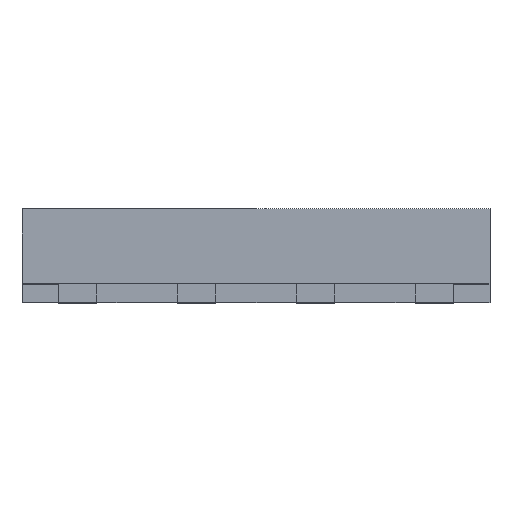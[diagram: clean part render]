
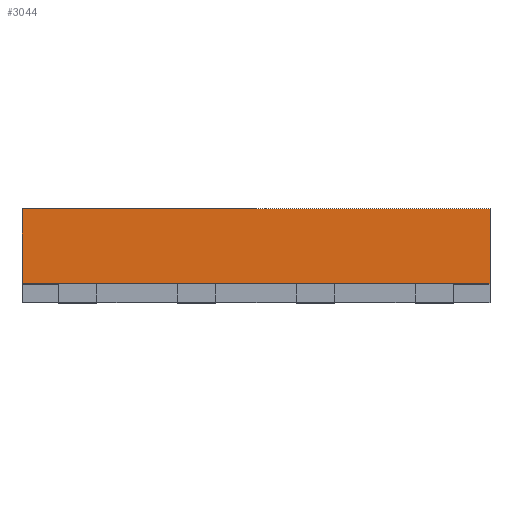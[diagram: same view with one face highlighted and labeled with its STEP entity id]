
A CAD part, top view. The second image highlights one B-rep face of the part: STEP entity #3044.
In plain terms, the highlighted planar face has unit normal (0, 0, 1).
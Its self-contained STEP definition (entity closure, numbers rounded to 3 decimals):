
#8 = LINE ( 'NONE', #1069, #154 ) ;
#154 = VECTOR ( 'NONE', #2143, 1000. ) ;
#220 = VERTEX_POINT ( 'NONE', #4683 ) ;
#287 = VECTOR ( 'NONE', #3578, 1000. ) ;
#304 = CARTESIAN_POINT ( 'NONE',  ( -2.5, 0., 3. ) ) ;
#399 = CARTESIAN_POINT ( 'NONE',  ( 2.5, 0., 3. ) ) ;
#424 = ORIENTED_EDGE ( 'NONE', *, *, #949, .F. ) ;
#540 = VERTEX_POINT ( 'NONE', #3054 ) ;
#727 = VERTEX_POINT ( 'NONE', #399 ) ;
#948 = CARTESIAN_POINT ( 'NONE',  ( -2.5, 0., 3. ) ) ;
#949 = EDGE_CURVE ( 'NONE', #3676, #727, #8, .T. ) ;
#979 = CARTESIAN_POINT ( 'NONE',  ( -2.5, 0., 3. ) ) ;
#1069 = CARTESIAN_POINT ( 'NONE',  ( 2.5, 0., 3. ) ) ;
#1208 = EDGE_CURVE ( 'NONE', #3821, #3839, #1460, .T. ) ;
#1263 = DIRECTION ( 'NONE',  ( 1., 0., 0. ) ) ;
#1366 = VECTOR ( 'NONE', #1655, 1000. ) ;
#1400 = ORIENTED_EDGE ( 'NONE', *, *, #1208, .T. ) ;
#1460 = LINE ( 'NONE', #2895, #4330 ) ;
#1645 = EDGE_LOOP ( 'NONE', ( #3282, #1400, #2022, #424, #2772, #4596 ) ) ;
#1655 = DIRECTION ( 'NONE',  ( 1., 0., 0. ) ) ;
#1677 = CARTESIAN_POINT ( 'NONE',  ( 1.7, 0., 3. ) ) ;
#1957 = LINE ( 'NONE', #1982, #2130 ) ;
#1980 = PLANE ( 'NONE',  #4377 ) ;
#1982 = CARTESIAN_POINT ( 'NONE',  ( -2.5, 0., 3. ) ) ;
#2022 = ORIENTED_EDGE ( 'NONE', *, *, #4555, .T. ) ;
#2101 = CARTESIAN_POINT ( 'NONE',  ( 0., 0.8, 3. ) ) ;
#2130 = VECTOR ( 'NONE', #3446, 1000. ) ;
#2143 = DIRECTION ( 'NONE',  ( 0., -1., 0. ) ) ;
#2181 = EDGE_CURVE ( 'NONE', #540, #3821, #1957, .T. ) ;
#2361 = FACE_OUTER_BOUND ( 'NONE', #1645, .T. ) ;
#2507 = LINE ( 'NONE', #304, #2780 ) ;
#2759 = EDGE_CURVE ( 'NONE', #220, #3676, #2813, .T. ) ;
#2772 = ORIENTED_EDGE ( 'NONE', *, *, #2759, .F. ) ;
#2780 = VECTOR ( 'NONE', #4288, 1000. ) ;
#2813 = LINE ( 'NONE', #2101, #287 ) ;
#2838 = EDGE_CURVE ( 'NONE', #540, #220, #2507, .T. ) ;
#2895 = CARTESIAN_POINT ( 'NONE',  ( -2.5, 0., 3. ) ) ;
#3044 = ADVANCED_FACE ( 'NONE', ( #2361 ), #1980, .T. ) ;
#3054 = CARTESIAN_POINT ( 'NONE',  ( -2.5, 0., 3. ) ) ;
#3282 = ORIENTED_EDGE ( 'NONE', *, *, #2181, .T. ) ;
#3446 = DIRECTION ( 'NONE',  ( 1., 0., 0. ) ) ;
#3578 = DIRECTION ( 'NONE',  ( 1., 0., 0. ) ) ;
#3676 = VERTEX_POINT ( 'NONE', #3780 ) ;
#3780 = CARTESIAN_POINT ( 'NONE',  ( 2.5, 0.8, 3. ) ) ;
#3806 = LINE ( 'NONE', #979, #1366 ) ;
#3821 = VERTEX_POINT ( 'NONE', #1677 ) ;
#3839 = VERTEX_POINT ( 'NONE', #3901 ) ;
#3901 = CARTESIAN_POINT ( 'NONE',  ( 2.11, 0., 3. ) ) ;
#4141 = DIRECTION ( 'NONE',  ( 0., 0., 1. ) ) ;
#4288 = DIRECTION ( 'NONE',  ( 0., 1., 0. ) ) ;
#4330 = VECTOR ( 'NONE', #4662, 1000. ) ;
#4377 = AXIS2_PLACEMENT_3D ( 'NONE', #948, #4141, #1263 ) ;
#4555 = EDGE_CURVE ( 'NONE', #3839, #727, #3806, .T. ) ;
#4596 = ORIENTED_EDGE ( 'NONE', *, *, #2838, .F. ) ;
#4662 = DIRECTION ( 'NONE',  ( 1., 0., 0. ) ) ;
#4683 = CARTESIAN_POINT ( 'NONE',  ( -2.5, 0.8, 3. ) ) ;
